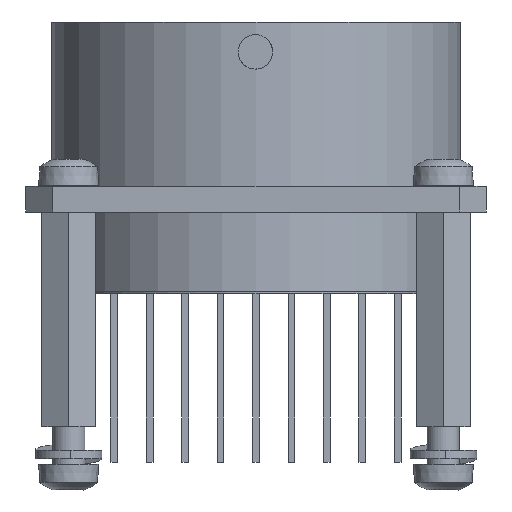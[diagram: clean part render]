
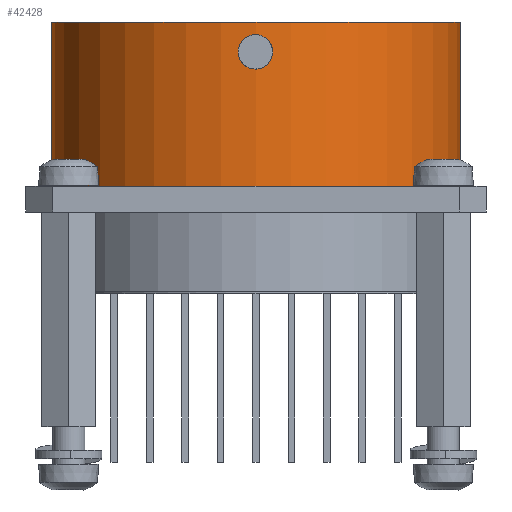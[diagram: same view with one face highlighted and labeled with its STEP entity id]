
A CAD part, front view. The second image highlights one B-rep face of the part: STEP entity #42428.
In plain terms, the highlighted cylindrical face has radius 19.015 mm (diameter 38.03 mm), a partial arc.
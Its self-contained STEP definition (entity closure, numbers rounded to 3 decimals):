
#41608=CARTESIAN_POINT('',(19.015,0.0,22.4));
#41609=VERTEX_POINT('',#41608);
#41610=CARTESIAN_POINT('',(19.015,0.0,37.7));
#41611=VERTEX_POINT('',#41610);
#41612=CARTESIAN_POINT('',(19.015,0.0,22.4));
#41613=DIRECTION('',(0.0,0.0,1.0));
#41614=VECTOR('',#41613,15.3);
#41615=LINE('',#41612,#41614);
#41616=EDGE_CURVE('',#41609,#41611,#41615,.T.);
#41618=CARTESIAN_POINT('',(-19.015,0.,22.4));
#41619=VERTEX_POINT('',#41618);
#41627=CARTESIAN_POINT('',(-19.015,0.,37.7));
#41628=VERTEX_POINT('',#41627);
#41629=CARTESIAN_POINT('',(-19.015,0.,22.4));
#41630=DIRECTION('',(0.0,0.0,1.0));
#41631=VECTOR('',#41630,15.3);
#41632=LINE('',#41629,#41631);
#41633=EDGE_CURVE('',#41619,#41628,#41632,.T.);
#42313=CARTESIAN_POINT('',(0.0,0.0,37.7));
#42314=DIRECTION('',(0.0,0.0,1.0));
#42315=DIRECTION('',(1.0,0.0,0.0));
#42316=AXIS2_PLACEMENT_3D('',#42313,#42314,#42315);
#42317=CIRCLE('',#42316,19.015);
#42318=EDGE_CURVE('',#41628,#41611,#42317,.T.);
#42411=CARTESIAN_POINT('',(0.0,0.0,37.7));
#42412=DIRECTION('',(0.0,0.0,-1.0));
#42413=DIRECTION('',(1.0,0.0,0.0));
#42414=AXIS2_PLACEMENT_3D('',#42411,#42412,#42413);
#42415=CYLINDRICAL_SURFACE('',#42414,19.015);
#42416=ORIENTED_EDGE('',*,*,#41616,.T.);
#42417=ORIENTED_EDGE('',*,*,#42318,.F.);
#42418=ORIENTED_EDGE('',*,*,#41633,.F.);
#42419=CARTESIAN_POINT('',(0.0,0.0,22.4));
#42420=DIRECTION('',(0.0,0.0,1.0));
#42421=DIRECTION('',(1.0,0.0,0.0));
#42422=AXIS2_PLACEMENT_3D('',#42419,#42420,#42421);
#42423=CIRCLE('',#42422,19.015);
#42424=EDGE_CURVE('',#41619,#41609,#42423,.T.);
#42425=ORIENTED_EDGE('',*,*,#42424,.T.);
#42426=EDGE_LOOP('',(#42416,#42417,#42418,#42425));
#42427=FACE_OUTER_BOUND('',#42426,.T.);
#42428=ADVANCED_FACE('',(#42427),#42415,.T.);
